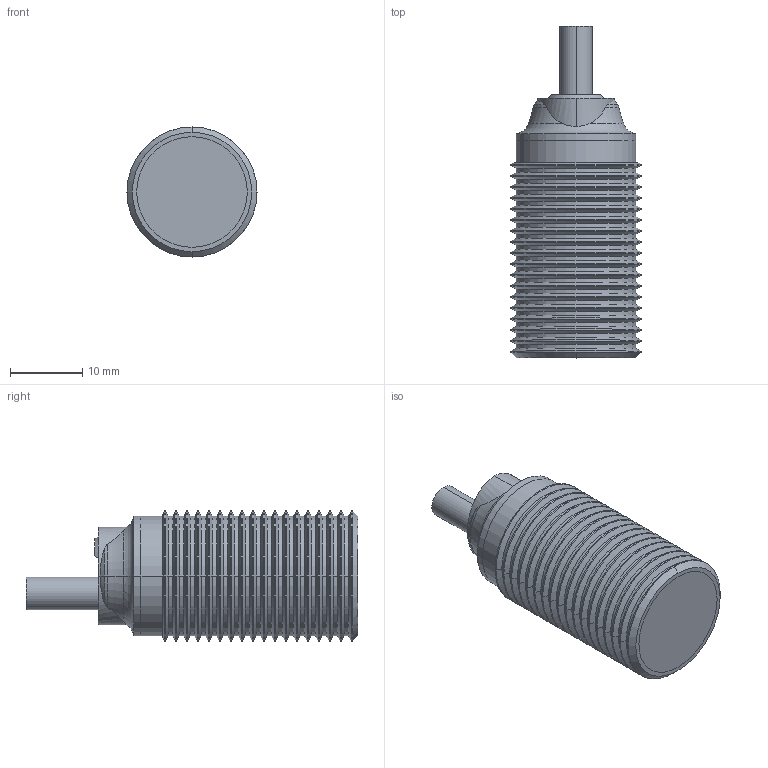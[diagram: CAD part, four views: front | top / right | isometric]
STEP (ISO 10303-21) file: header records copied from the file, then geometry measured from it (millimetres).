
FILE_DESCRIPTION(('STEP AP214'),'1');
FILE_NAME('cctmp_8E2A16D8-595A-46FD-B439-5E1A09F3CF73_2022_07_21_11_23_20_0881..stp','2022-07-21T09:23:21',('Pepperl+Fuchs GmbH'),('CADClick - www.CADClick.com'),'Spatial InterOp 3D',' ','unknown authorization');
FILE_SCHEMA(('AUTOMOTIVE_DESIGN'));
Length unit declared in the file: millimetre
Products named in the file (6): cc_unnamed; NBB8-18GM30-E2_4; NBB8-18GM30-E2_3; NBB8-18GM30-E2_2; NBB8-18GM30-E2_1; NBB8-18GM30-E2
Assembly tree (5 placements, depth 2):
  cc_unnamed
    NBB8-18GM30-E2_4
    NBB8-18GM30-E2_3
    NBB8-18GM30-E2_2
    NBB8-18GM30-E2_1
    NBB8-18GM30-E2
Bounding box: 18 x 45.91 x 18 mm (x, y, z)
Volume: 9468.3 mm3; surface area: 5693.2 mm2
Topology: 5 solids, 5 shells, 199 faces, 409 edges, 224 vertices
Faces by surface type: cone 85, cylinder 85, plane 17, torus 10, bspline 2
Entity records: 7135 total; most frequent: CARTESIAN_POINT 1125, DIRECTION 1004, ORIENTED_EDGE 816, AXIS2_PLACEMENT_3D 415, EDGE_CURVE 408, VERTEX_POINT 224, CIRCLE 210, STYLED_ITEM 204
